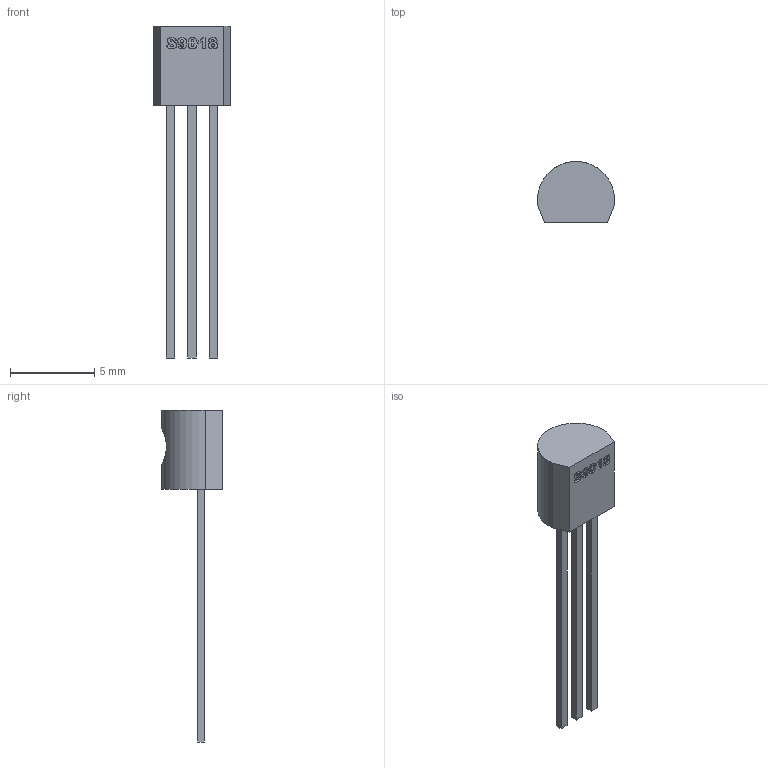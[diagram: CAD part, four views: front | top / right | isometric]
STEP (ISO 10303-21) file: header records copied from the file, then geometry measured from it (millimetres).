
FILE_DESCRIPTION(/* description */ (''),/* implementation_level */ '2;1');
FILE_NAME(/* name */ 'TransistorS9018.step',/* time_stamp */ '2021-05-29T12:54:03+03:00',/* author */ (''),/* organization */ (''),/* preprocessor_version */ 'ST-DEVELOPER v18.1',/* originating_system */ 'Autodesk Translation Framework v10.6.0.1341',/* authorisation */ '');
FILE_SCHEMA (('AUTOMOTIVE_DESIGN { 1 0 10303 214 3 1 1 }'));
Length unit declared in the file: millimetre
Products named in the file (1): (Unsaved)
Bounding box: 4.58 x 3.61 x 19.7 mm (x, y, z)
Volume: 72.9 mm3; surface area: 177.2 mm2
Topology: 1 solids, 1 shells, 155 faces, 421 edges, 281 vertices
Faces by surface type: bspline 115, plane 38, cylinder 2
Full cylindrical faces by diameter (mm): 2.2 x1
Entity records: 5135 total; most frequent: CARTESIAN_POINT 1928, ORIENTED_EDGE 842, EDGE_CURVE 421, VERTEX_POINT 281, DIRECTION 274, B_SPLINE_CURVE_WITH_KNOTS 232, LINE 186, VECTOR 186
